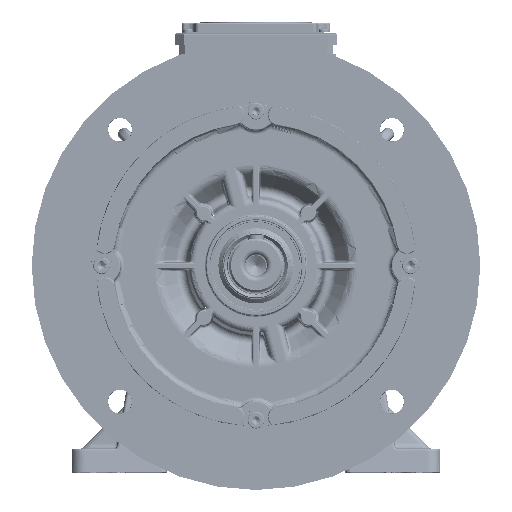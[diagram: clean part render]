
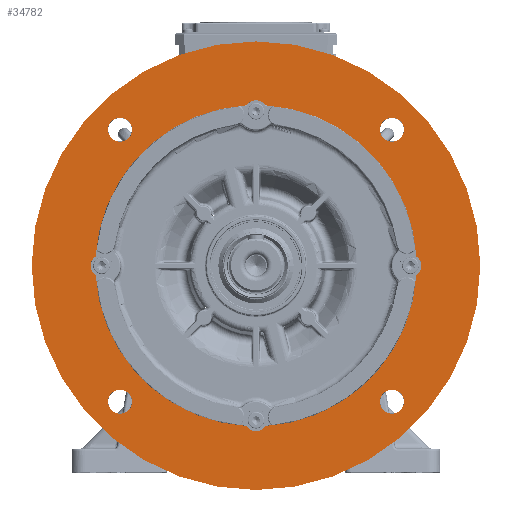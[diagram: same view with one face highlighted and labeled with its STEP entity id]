
A CAD part, top view. The second image highlights one B-rep face of the part: STEP entity #34782.
In plain terms, the highlighted planar face has unit normal (0, 0, 1).
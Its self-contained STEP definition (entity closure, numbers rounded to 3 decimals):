
#29124=PLANE('',#164385);
#30722=FACE_BOUND('',#52058,.T.);
#30723=FACE_BOUND('',#52059,.T.);
#30724=FACE_BOUND('',#52060,.T.);
#30725=FACE_BOUND('',#52061,.T.);
#30726=FACE_BOUND('',#52062,.T.);
#30727=FACE_BOUND('',#52063,.T.);
#34782=ADVANCED_FACE('',(#30722,#30723,#30724,#30725,#30726,#30727),#29124,
 .F.);
#52058=EDGE_LOOP('',(#85183));
#52059=EDGE_LOOP('',(#85184));
#52060=EDGE_LOOP('',(#85185));
#52061=EDGE_LOOP('',(#85186));
#52062=EDGE_LOOP('',(#85187));
#52063=EDGE_LOOP('',(#85188,#85189,#85190,#85191,#85192,#85193,#85194,#85195));
#85183=ORIENTED_EDGE('',*,*,#136504,.F.);
#85184=ORIENTED_EDGE('',*,*,#136107,.T.);
#85185=ORIENTED_EDGE('',*,*,#136105,.T.);
#85186=ORIENTED_EDGE('',*,*,#136103,.T.);
#85187=ORIENTED_EDGE('',*,*,#136101,.T.);
#85188=ORIENTED_EDGE('',*,*,#136498,.F.);
#85189=ORIENTED_EDGE('',*,*,#136492,.F.);
#85190=ORIENTED_EDGE('',*,*,#136505,.F.);
#85191=ORIENTED_EDGE('',*,*,#136474,.F.);
#85192=ORIENTED_EDGE('',*,*,#136506,.F.);
#85193=ORIENTED_EDGE('',*,*,#136507,.F.);
#85194=ORIENTED_EDGE('',*,*,#136508,.F.);
#85195=ORIENTED_EDGE('',*,*,#136486,.F.);
#115152=VERTEX_POINT('',#258430);
#115154=VERTEX_POINT('',#258435);
#115156=VERTEX_POINT('',#258440);
#115158=VERTEX_POINT('',#258445);
#115477=VERTEX_POINT('',#260311);
#115479=VERTEX_POINT('',#260314);
#115487=VERTEX_POINT('',#260361);
#115489=VERTEX_POINT('',#260364);
#115492=VERTEX_POINT('',#260377);
#115494=VERTEX_POINT('',#260384);
#115503=VERTEX_POINT('',#260417);
#115504=VERTEX_POINT('',#260420);
#115505=VERTEX_POINT('',#260422);
#136101=EDGE_CURVE('',#115152,#115152,#153742,.T.);
#136103=EDGE_CURVE('',#115154,#115154,#153744,.T.);
#136105=EDGE_CURVE('',#115156,#115156,#153746,.T.);
#136107=EDGE_CURVE('',#115158,#115158,#153748,.T.);
#136474=EDGE_CURVE('',#115477,#115479,#153855,.T.);
#136486=EDGE_CURVE('',#115487,#115489,#153859,.T.);
#136492=EDGE_CURVE('',#115494,#115492,#153862,.T.);
#136498=EDGE_CURVE('',#115492,#115487,#153867,.T.);
#136504=EDGE_CURVE('',#115503,#115503,#153870,.T.);
#136505=EDGE_CURVE('',#115479,#115494,#153871,.T.);
#136506=EDGE_CURVE('',#115504,#115477,#153872,.T.);
#136507=EDGE_CURVE('',#115505,#115504,#153873,.T.);
#136508=EDGE_CURVE('',#115489,#115505,#153874,.T.);
#153742=CIRCLE('',#164166,9.372);
#153744=CIRCLE('',#164169,9.372);
#153746=CIRCLE('',#164172,9.372);
#153748=CIRCLE('',#164175,9.372);
#153855=CIRCLE('',#164357,125.3);
#153859=CIRCLE('',#164363,125.3);
#153862=CIRCLE('',#164367,125.3);
#153867=CIRCLE('',#164375,8.5);
#153870=CIRCLE('',#164380,174.948);
#153871=CIRCLE('',#164381,8.5);
#153872=CIRCLE('',#164382,8.5);
#153873=CIRCLE('',#164383,125.3);
#153874=CIRCLE('',#164384,8.5);
#164166=AXIS2_PLACEMENT_3D('',#258429,#190349,#190350);
#164169=AXIS2_PLACEMENT_3D('',#258434,#190355,#190356);
#164172=AXIS2_PLACEMENT_3D('',#258439,#190361,#190362);
#164175=AXIS2_PLACEMENT_3D('',#258444,#190367,#190368);
#164357=AXIS2_PLACEMENT_3D('',#260313,#190805,#190806);
#164363=AXIS2_PLACEMENT_3D('',#260363,#190821,#190822);
#164367=AXIS2_PLACEMENT_3D('',#260385,#190829,#190830);
#164375=AXIS2_PLACEMENT_3D('',#260398,#190846,#190847);
#164380=AXIS2_PLACEMENT_3D('',#260416,#190857,#190858);
#164381=AXIS2_PLACEMENT_3D('',#260418,#190859,#190860);
#164382=AXIS2_PLACEMENT_3D('',#260419,#190861,#190862);
#164383=AXIS2_PLACEMENT_3D('',#260421,#190863,#190864);
#164384=AXIS2_PLACEMENT_3D('',#260423,#190865,#190866);
#164385=AXIS2_PLACEMENT_3D('',#260424,#190867,#190868);
#190349=DIRECTION('',(0.,0.,-1.));
#190350=DIRECTION('',(-1.,0.,0.));
#190355=DIRECTION('',(0.,0.,-1.));
#190356=DIRECTION('',(-1.,0.,0.));
#190361=DIRECTION('',(0.,0.,-1.));
#190362=DIRECTION('',(-1.,0.,0.));
#190367=DIRECTION('',(0.,0.,-1.));
#190368=DIRECTION('',(-1.,0.,0.));
#190805=DIRECTION('',(0.,0.,1.));
#190806=DIRECTION('',(-1.,0.,0.));
#190821=DIRECTION('',(0.,0.,1.));
#190822=DIRECTION('',(-1.,0.,0.));
#190829=DIRECTION('',(0.,0.,1.));
#190830=DIRECTION('',(-1.,0.,0.));
#190846=DIRECTION('',(0.,0.,1.));
#190847=DIRECTION('',(-1.,0.,0.));
#190857=DIRECTION('',(0.,0.,-1.));
#190858=DIRECTION('',(-1.,0.,0.));
#190859=DIRECTION('',(0.,0.,1.));
#190860=DIRECTION('',(-1.,0.,0.));
#190861=DIRECTION('',(0.,0.,1.));
#190862=DIRECTION('',(-1.,0.,0.));
#190863=DIRECTION('',(0.,0.,1.));
#190864=DIRECTION('',(-1.,0.,0.));
#190865=DIRECTION('',(0.,0.,1.));
#190866=DIRECTION('',(-1.,0.,0.));
#190867=DIRECTION('',(0.,0.,-1.));
#190868=DIRECTION('',(-1.,0.,0.));
#258429=CARTESIAN_POINT('',(-106.066,-106.066,49.5));
#258430=CARTESIAN_POINT('',(-115.438,-106.066,49.5));
#258434=CARTESIAN_POINT('',(-106.066,106.066,49.5));
#258435=CARTESIAN_POINT('',(-115.438,106.066,49.5));
#258439=CARTESIAN_POINT('',(106.066,106.066,49.5));
#258440=CARTESIAN_POINT('',(96.694,106.066,49.5));
#258444=CARTESIAN_POINT('',(106.066,-106.066,49.5));
#258445=CARTESIAN_POINT('',(96.694,-106.066,49.5));
#260311=CARTESIAN_POINT('',(125.096,7.15,49.5));
#260313=CARTESIAN_POINT('',(0.,0.,49.5));
#260314=CARTESIAN_POINT('',(7.15,125.096,49.5));
#260361=CARTESIAN_POINT('',(-125.096,-7.15,49.5));
#260363=CARTESIAN_POINT('',(0.,0.,49.5));
#260364=CARTESIAN_POINT('',(-7.15,-125.096,49.5));
#260377=CARTESIAN_POINT('',(-125.096,7.15,49.5));
#260384=CARTESIAN_POINT('',(-7.15,125.096,49.5));
#260385=CARTESIAN_POINT('',(0.,0.,49.5));
#260398=CARTESIAN_POINT('',(-120.5,0.,49.5));
#260416=CARTESIAN_POINT('',(0.,0.,49.5));
#260417=CARTESIAN_POINT('',(-174.948,0.,49.5));
#260418=CARTESIAN_POINT('',(0.,120.5,49.5));
#260419=CARTESIAN_POINT('',(120.5,0.,49.5));
#260420=CARTESIAN_POINT('',(125.096,-7.15,49.5));
#260421=CARTESIAN_POINT('',(0.,0.,49.5));
#260422=CARTESIAN_POINT('',(7.15,-125.096,49.5));
#260423=CARTESIAN_POINT('',(0.,-120.5,49.5));
#260424=CARTESIAN_POINT('',(0.,-125.3,49.5));
